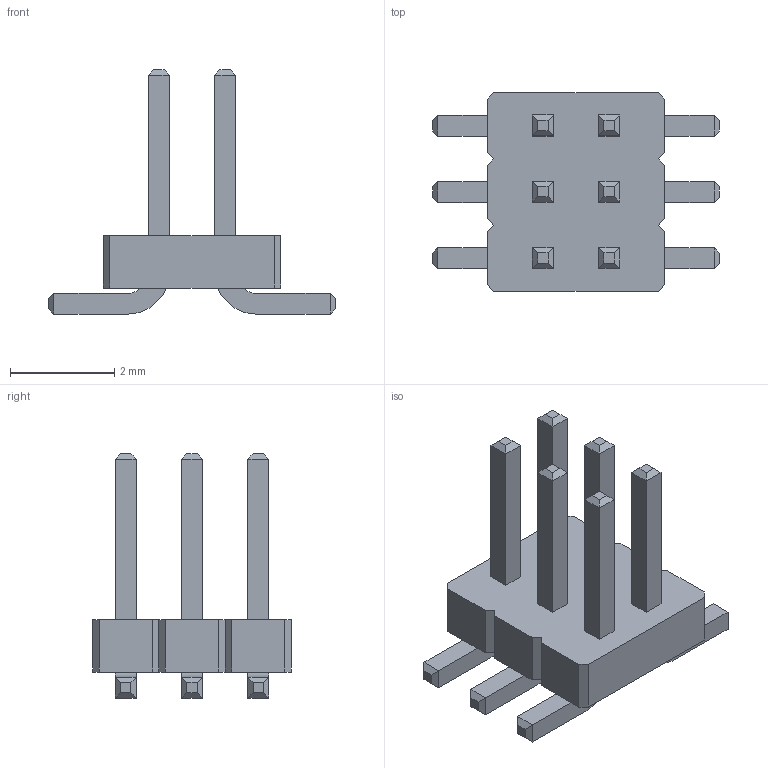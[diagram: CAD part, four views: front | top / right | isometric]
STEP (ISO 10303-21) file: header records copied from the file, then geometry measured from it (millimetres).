
FILE_DESCRIPTION(/* description */ ('model of Pin_Header_Straight_2x03_Pitch1.27mm_SMD'),/* implementation_level */ '2;1');
FILE_NAME(/* name */ 'Pin_Header_Straight_2x03_Pitch1.27mm_SMD.step',/* time_stamp */ '2017-08-19T04:18:37',/* author */ ('kicad StepUp','ksu'),/* organization */ ('FreeCAD'),/* preprocessor_version */ 'OCC',/* originating_system */ 'kicad StepUp',/* authorisation */ '');
FILE_SCHEMA(('AUTOMOTIVE_DESIGN { 1 0 10303 214 1 1 1 1 }'));
Length unit declared in the file: millimetre
Products named in the file (1): Pin_Header_Straight_2x03_Pitch127mm_SMD
Bounding box: 5.5 x 3.81 x 4.68 mm (x, y, z)
Volume: 17.9 mm3; surface area: 89.8 mm2
Topology: 1 solids, 1 shells, 142 faces, 336 edges, 208 vertices
Faces by surface type: plane 130, cylinder 12
Entity records: 4967 total; most frequent: CARTESIAN_POINT 687, ORIENTED_EDGE 672, DIRECTION 646, EDGE_CURVE 336, LINE 312, VECTOR 312, VERTEX_POINT 208, AXIS2_PLACEMENT_3D 167
